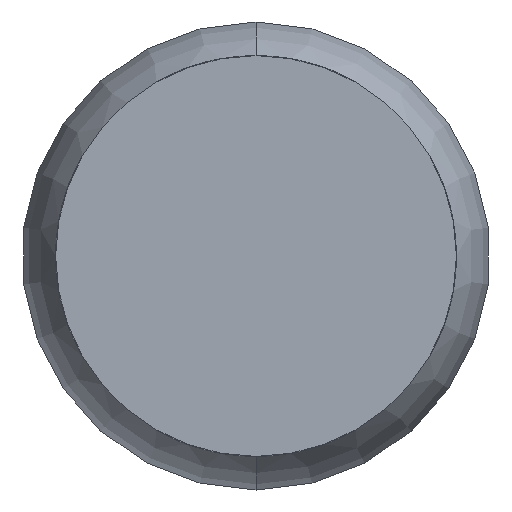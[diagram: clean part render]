
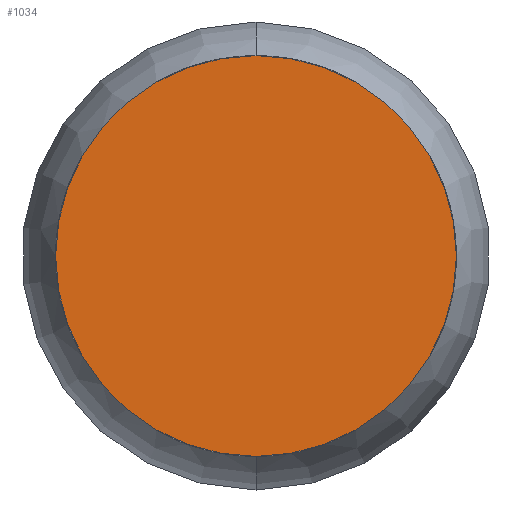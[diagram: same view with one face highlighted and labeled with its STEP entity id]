
A CAD part, front view. The second image highlights one B-rep face of the part: STEP entity #1034.
In plain terms, the highlighted planar face has unit normal (0, -1, 0).
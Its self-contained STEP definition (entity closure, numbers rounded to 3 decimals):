
#12 = EDGE_CURVE ( 'Defeature ausgef�hrt2_18+Defeature ausgef�hrt2_17+Defeature ausgef�hrt2_17+Defeature ausgef�hrt2_17', #1181, #871, #710, .T. ) ;
#32 = PLANE ( 'NONE',  #540 ) ;
#138 = CARTESIAN_POINT ( 'NONE',  ( 0., -32.7, 0. ) ) ;
#246 = DIRECTION ( 'NONE',  ( 0., 0., 1. ) ) ;
#355 = EDGE_LOOP ( 'NONE', ( #1113, #579 ) ) ;
#540 = AXIS2_PLACEMENT_3D ( 'NONE', #1279, #1015, #924 ) ;
#579 = ORIENTED_EDGE ( 'NONE', *, *, #12, .F. ) ;
#619 = AXIS2_PLACEMENT_3D ( 'NONE', #138, #1374, #1038 ) ;
#682 = DIRECTION ( 'NONE',  ( 0., 1., 0. ) ) ;
#704 = CARTESIAN_POINT ( 'NONE',  ( 0., -32.7, -0.35 ) ) ;
#710 = CIRCLE ( 'NONE', #1111, 0.35 ) ;
#772 = FACE_OUTER_BOUND ( 'NONE', #355, .T. ) ;
#871 = VERTEX_POINT ( 'NONE', #1233 ) ;
#924 = DIRECTION ( 'NONE',  ( 0., 0., 1. ) ) ;
#1015 = DIRECTION ( 'NONE',  ( 0., 1., 0. ) ) ;
#1017 = EDGE_CURVE ( 'Defeature ausgef�hrt2_18+Defeature ausgef�hrt2_17+Defeature ausgef�hrt2_17+Defeature ausgef�hrt2_17', #871, #1181, #1372, .T. ) ;
#1034 = ADVANCED_FACE ( 'Defeature ausgef�hrt2_17', ( #772 ), #32, .F. ) ;
#1038 = DIRECTION ( 'NONE',  ( 0., 0., 1. ) ) ;
#1111 = AXIS2_PLACEMENT_3D ( 'NONE', #1370, #682, #246 ) ;
#1113 = ORIENTED_EDGE ( 'NONE', *, *, #1017, .F. ) ;
#1181 = VERTEX_POINT ( 'NONE', #704 ) ;
#1233 = CARTESIAN_POINT ( 'NONE',  ( 0., -32.7, 0.35 ) ) ;
#1279 = CARTESIAN_POINT ( 'NONE',  ( 0.35, -32.7, 0. ) ) ;
#1370 = CARTESIAN_POINT ( 'NONE',  ( 0., -32.7, 0. ) ) ;
#1372 = CIRCLE ( 'NONE', #619, 0.35 ) ;
#1374 = DIRECTION ( 'NONE',  ( 0., 1., 0. ) ) ;
